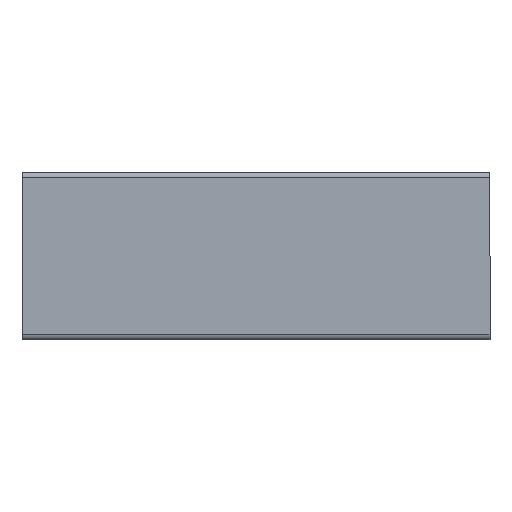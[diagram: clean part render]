
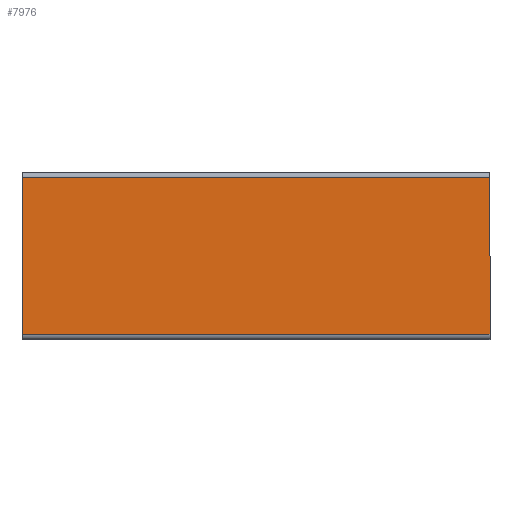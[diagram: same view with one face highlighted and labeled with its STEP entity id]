
A CAD part, top view. The second image highlights one B-rep face of the part: STEP entity #7976.
In plain terms, the highlighted planar face has unit normal (0, 0, 1).
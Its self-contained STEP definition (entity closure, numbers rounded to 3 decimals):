
#7918=CARTESIAN_POINT('',(-42.0,20.1,45.));
#7919=VERTEX_POINT('',#7918);
#7927=CARTESIAN_POINT('',(42.0,20.1,45.));
#7928=VERTEX_POINT('',#7927);
#7929=CARTESIAN_POINT('',(42.0,20.1,45.));
#7930=DIRECTION('',(-1.0,0.0,0.0));
#7931=VECTOR('',#7930,84.0);
#7932=LINE('',#7929,#7931);
#7933=EDGE_CURVE('',#7928,#7919,#7932,.T.);
#7946=CARTESIAN_POINT('',(42.5,21.51,45.));
#7947=DIRECTION('',(0.0,0.0,1.0));
#7948=DIRECTION('',(-1.0,0.0,0.0));
#7949=AXIS2_PLACEMENT_3D('',#7946,#7947,#7948);
#7950=PLANE('',#7949);
#7951=CARTESIAN_POINT('',(-42.,-8.1,45.));
#7952=VERTEX_POINT('',#7951);
#7953=CARTESIAN_POINT('',(-42.0,20.1,45.));
#7954=DIRECTION('',(0.0,-1.0,0.0));
#7955=VECTOR('',#7954,28.2);
#7956=LINE('',#7953,#7955);
#7957=EDGE_CURVE('',#7919,#7952,#7956,.T.);
#7958=ORIENTED_EDGE('',*,*,#7957,.T.);
#7959=CARTESIAN_POINT('',(42.,-8.1,45.));
#7960=VERTEX_POINT('',#7959);
#7961=CARTESIAN_POINT('',(42.,-8.1,45.));
#7962=DIRECTION('',(-1.0,0.0,0.0));
#7963=VECTOR('',#7962,84.0);
#7964=LINE('',#7961,#7963);
#7965=EDGE_CURVE('',#7960,#7952,#7964,.T.);
#7966=ORIENTED_EDGE('',*,*,#7965,.F.);
#7967=CARTESIAN_POINT('',(42.0,20.1,45.));
#7968=DIRECTION('',(0.0,-1.0,0.0));
#7969=VECTOR('',#7968,28.2);
#7970=LINE('',#7967,#7969);
#7971=EDGE_CURVE('',#7928,#7960,#7970,.T.);
#7972=ORIENTED_EDGE('',*,*,#7971,.F.);
#7973=ORIENTED_EDGE('',*,*,#7933,.T.);
#7974=EDGE_LOOP('',(#7958,#7966,#7972,#7973));
#7975=FACE_OUTER_BOUND('',#7974,.T.);
#7976=ADVANCED_FACE('',(#7975),#7950,.T.);
